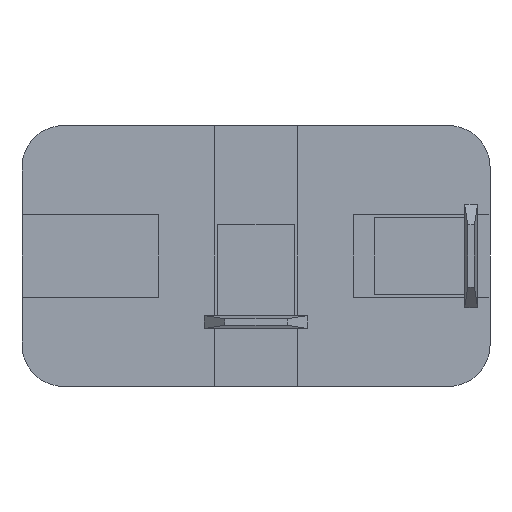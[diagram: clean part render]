
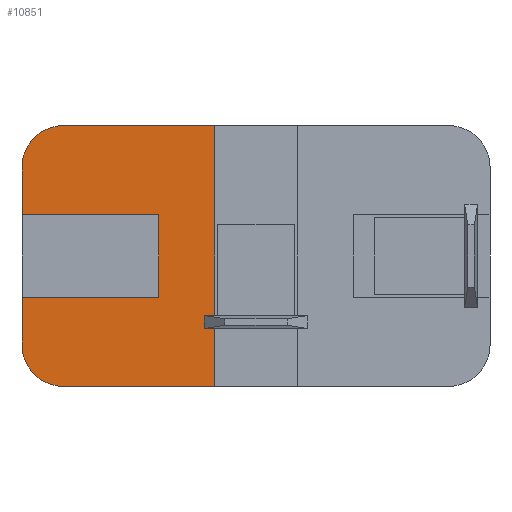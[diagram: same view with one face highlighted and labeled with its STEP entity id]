
A CAD part, front view. The second image highlights one B-rep face of the part: STEP entity #10851.
In plain terms, the highlighted planar face has unit normal (0, -1, 0).
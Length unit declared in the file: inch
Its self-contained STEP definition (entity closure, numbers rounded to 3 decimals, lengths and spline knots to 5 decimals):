
#271 = ORIENTED_EDGE ( 'NONE', *, *, #24543, .T. ) ;
#628 = EDGE_LOOP ( 'NONE', ( #26787, #12226, #11272, #21383, #13365, #25660, #7797, #14009, #2894, #271 ) ) ;
#1128 = VECTOR ( 'NONE', #18350, 39.37008 ) ;
#1198 = DIRECTION ( 'NONE',  ( 1., 0., 0. ) ) ;
#1434 = CARTESIAN_POINT ( 'NONE',  ( -0.1, -0.68, 0.315 ) ) ;
#1662 = CARTESIAN_POINT ( 'NONE',  ( -0.465, -0.68, 0.215 ) ) ;
#2000 = VERTEX_POINT ( 'NONE', #2628 ) ;
#2100 = VECTOR ( 'NONE', #17131, 39.37008 ) ;
#2181 = DIRECTION ( 'NONE',  ( 0., -1., 0. ) ) ;
#2455 = EDGE_CURVE ( 'NONE', #9630, #24482, #17682, .T. ) ;
#2460 = VERTEX_POINT ( 'NONE', #6123 ) ;
#2628 = CARTESIAN_POINT ( 'NONE',  ( -0.465, -0.68, 0.315 ) ) ;
#2832 = LINE ( 'NONE', #8941, #26456 ) ;
#2894 = ORIENTED_EDGE ( 'NONE', *, *, #2455, .T. ) ;
#3031 = VERTEX_POINT ( 'NONE', #23901 ) ;
#3637 = CARTESIAN_POINT ( 'NONE',  ( -0.565, -0.68, 0.1 ) ) ;
#4398 = DIRECTION ( 'NONE',  ( 0., 0., -1. ) ) ;
#5424 = EDGE_CURVE ( 'NONE', #13778, #7860, #22362, .T. ) ;
#6123 = CARTESIAN_POINT ( 'NONE',  ( -0.565, -0.68, -0.1 ) ) ;
#6423 = LINE ( 'NONE', #22731, #16018 ) ;
#6591 = EDGE_CURVE ( 'NONE', #2460, #9630, #13789, .T. ) ;
#7037 = CARTESIAN_POINT ( 'NONE',  ( 0.465, -0.68, 0.315 ) ) ;
#7302 = AXIS2_PLACEMENT_3D ( 'NONE', #20407, #2181, #24885 ) ;
#7797 = ORIENTED_EDGE ( 'NONE', *, *, #16853, .F. ) ;
#7860 = VERTEX_POINT ( 'NONE', #24560 ) ;
#8540 = LINE ( 'NONE', #12363, #1128 ) ;
#8941 = CARTESIAN_POINT ( 'NONE',  ( -0.565, -0.68, -0.1 ) ) ;
#9630 = VERTEX_POINT ( 'NONE', #20654 ) ;
#9824 = EDGE_CURVE ( 'NONE', #13778, #2000, #17262, .T. ) ;
#9950 = LINE ( 'NONE', #10502, #11599 ) ;
#10090 = DIRECTION ( 'NONE',  ( 0., 0., 1. ) ) ;
#10502 = CARTESIAN_POINT ( 'NONE',  ( -0.235, -0.68, 0.1 ) ) ;
#10851 = ADVANCED_FACE ( 'NONE', ( #11526 ), #23757, .T. ) ;
#11272 = ORIENTED_EDGE ( 'NONE', *, *, #26137, .T. ) ;
#11526 = FACE_OUTER_BOUND ( 'NONE', #628, .T. ) ;
#11599 = VECTOR ( 'NONE', #10090, 39.37008 ) ;
#11660 = AXIS2_PLACEMENT_3D ( 'NONE', #1662, #12558, #20840 ) ;
#11673 = LINE ( 'NONE', #19704, #23798 ) ;
#12226 = ORIENTED_EDGE ( 'NONE', *, *, #9824, .T. ) ;
#12363 = CARTESIAN_POINT ( 'NONE',  ( -0.565, -0.68, 0.1 ) ) ;
#12558 = DIRECTION ( 'NONE',  ( 0., -1., 0. ) ) ;
#12594 = EDGE_CURVE ( 'NONE', #20947, #22904, #6423, .T. ) ;
#12693 = CARTESIAN_POINT ( 'NONE',  ( -0.235, -0.68, 0.1 ) ) ;
#13182 = CARTESIAN_POINT ( 'NONE',  ( -0.465, -0.68, -0.315 ) ) ;
#13365 = ORIENTED_EDGE ( 'NONE', *, *, #15910, .F. ) ;
#13778 = VERTEX_POINT ( 'NONE', #15799 ) ;
#13789 = LINE ( 'NONE', #17877, #21597 ) ;
#14009 = ORIENTED_EDGE ( 'NONE', *, *, #6591, .T. ) ;
#15799 = CARTESIAN_POINT ( 'NONE',  ( -0.1, -0.68, 0.315 ) ) ;
#15895 = CARTESIAN_POINT ( 'NONE',  ( 0.465, -0.68, 0.215 ) ) ;
#15910 = EDGE_CURVE ( 'NONE', #21276, #22904, #8540, .T. ) ;
#16018 = VECTOR ( 'NONE', #4398, 39.37008 ) ;
#16853 = EDGE_CURVE ( 'NONE', #2460, #3031, #2832, .T. ) ;
#16885 = CIRCLE ( 'NONE', #11660, 0.1 ) ;
#17004 = DIRECTION ( 'NONE',  ( 1., 0., 0. ) ) ;
#17131 = DIRECTION ( 'NONE',  ( -1., 0., 0. ) ) ;
#17174 = CARTESIAN_POINT ( 'NONE',  ( -0.565, -0.68, 0.215 ) ) ;
#17262 = LINE ( 'NONE', #7037, #2100 ) ;
#17682 = CIRCLE ( 'NONE', #7302, 0.1 ) ;
#17877 = CARTESIAN_POINT ( 'NONE',  ( -0.565, -0.68, 0.215 ) ) ;
#18350 = DIRECTION ( 'NONE',  ( -1., 0., 0. ) ) ;
#19704 = CARTESIAN_POINT ( 'NONE',  ( -0.465, -0.68, -0.315 ) ) ;
#20407 = CARTESIAN_POINT ( 'NONE',  ( -0.465, -0.68, -0.215 ) ) ;
#20654 = CARTESIAN_POINT ( 'NONE',  ( -0.565, -0.68, -0.215 ) ) ;
#20840 = DIRECTION ( 'NONE',  ( 0., 0., -1. ) ) ;
#20947 = VERTEX_POINT ( 'NONE', #17174 ) ;
#21197 = AXIS2_PLACEMENT_3D ( 'NONE', #15895, #22128, #22262 ) ;
#21276 = VERTEX_POINT ( 'NONE', #12693 ) ;
#21383 = ORIENTED_EDGE ( 'NONE', *, *, #12594, .T. ) ;
#21597 = VECTOR ( 'NONE', #22463, 39.37008 ) ;
#22128 = DIRECTION ( 'NONE',  ( 0., -1., 0. ) ) ;
#22262 = DIRECTION ( 'NONE',  ( 0., 0., -1. ) ) ;
#22362 = LINE ( 'NONE', #1434, #25068 ) ;
#22463 = DIRECTION ( 'NONE',  ( 0., 0., -1. ) ) ;
#22731 = CARTESIAN_POINT ( 'NONE',  ( -0.565, -0.68, 0.215 ) ) ;
#22904 = VERTEX_POINT ( 'NONE', #3637 ) ;
#23757 = PLANE ( 'NONE',  #21197 ) ;
#23798 = VECTOR ( 'NONE', #1198, 39.37008 ) ;
#23901 = CARTESIAN_POINT ( 'NONE',  ( -0.235, -0.68, -0.1 ) ) ;
#24482 = VERTEX_POINT ( 'NONE', #13182 ) ;
#24543 = EDGE_CURVE ( 'NONE', #24482, #7860, #11673, .T. ) ;
#24560 = CARTESIAN_POINT ( 'NONE',  ( -0.1, -0.68, -0.315 ) ) ;
#24885 = DIRECTION ( 'NONE',  ( 0., 0., -1. ) ) ;
#25068 = VECTOR ( 'NONE', #26449, 39.37008 ) ;
#25660 = ORIENTED_EDGE ( 'NONE', *, *, #26145, .F. ) ;
#26137 = EDGE_CURVE ( 'NONE', #2000, #20947, #16885, .T. ) ;
#26145 = EDGE_CURVE ( 'NONE', #3031, #21276, #9950, .T. ) ;
#26449 = DIRECTION ( 'NONE',  ( 0., 0., -1. ) ) ;
#26456 = VECTOR ( 'NONE', #17004, 39.37008 ) ;
#26787 = ORIENTED_EDGE ( 'NONE', *, *, #5424, .F. ) ;
